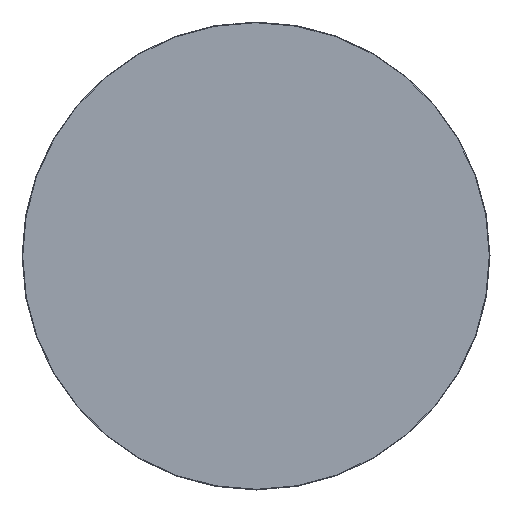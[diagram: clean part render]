
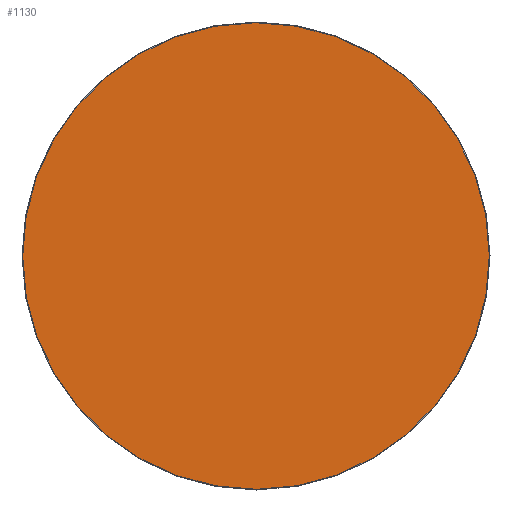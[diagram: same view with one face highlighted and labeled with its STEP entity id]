
A CAD part, front view. The second image highlights one B-rep face of the part: STEP entity #1130.
In plain terms, the highlighted planar face has unit normal (0, -1, 0).
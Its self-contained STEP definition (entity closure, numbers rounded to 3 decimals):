
#91=PLANE('',#1286);
#166=FACE_OUTER_BOUND('',#243,.T.);
#243=EDGE_LOOP('',(#923,#924));
#401=CIRCLE('',#1283,174.5);
#402=CIRCLE('',#1284,174.5);
#504=VERTEX_POINT('',#2011);
#505=VERTEX_POINT('',#2012);
#650=EDGE_CURVE('',#504,#505,#401,.T.);
#651=EDGE_CURVE('',#505,#504,#402,.T.);
#923=ORIENTED_EDGE('',*,*,#650,.T.);
#924=ORIENTED_EDGE('',*,*,#651,.T.);
#1130=ADVANCED_FACE('',(#166),#91,.T.);
#1283=AXIS2_PLACEMENT_3D('',#2013,#1581,#1582);
#1284=AXIS2_PLACEMENT_3D('',#2014,#1583,#1584);
#1286=AXIS2_PLACEMENT_3D('',#2016,#1587,#1588);
#1581=DIRECTION('center_axis',(0.,-1.,0.));
#1582=DIRECTION('ref_axis',(-0.985,0.,0.171));
#1583=DIRECTION('center_axis',(0.,-1.,0.));
#1584=DIRECTION('ref_axis',(-0.985,0.,0.171));
#1587=DIRECTION('center_axis',(0.,-1.,0.));
#1588=DIRECTION('ref_axis',(0.171,0.,0.985));
#2011=CARTESIAN_POINT('',(-172.382,-70.869,29.796));
#2012=CARTESIAN_POINT('',(-30.241,-70.869,-171.937));
#2013=CARTESIAN_POINT('Origin',(-0.445,-70.869,0.));
#2014=CARTESIAN_POINT('Origin',(-0.445,-70.869,0.));
#2016=CARTESIAN_POINT('Origin',(-0.445,-70.869,0.));
